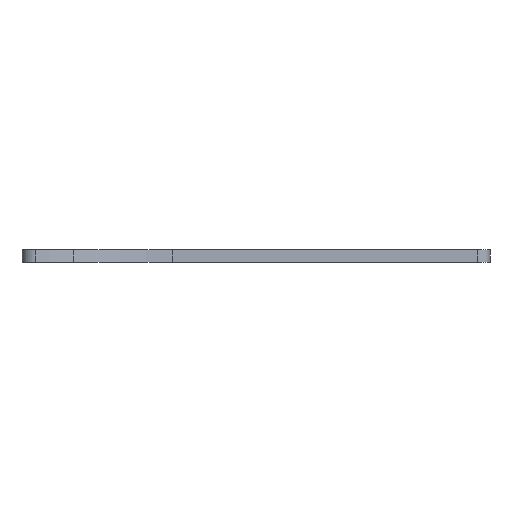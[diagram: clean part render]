
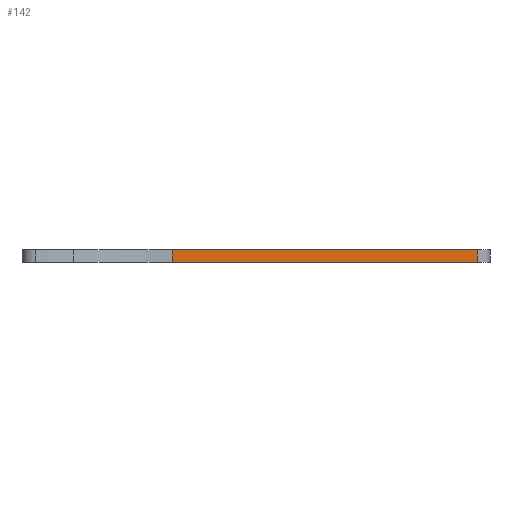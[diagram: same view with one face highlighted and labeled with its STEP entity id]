
A CAD part, front view. The second image highlights one B-rep face of the part: STEP entity #142.
In plain terms, the highlighted planar face has unit normal (0.018, -1, 0).
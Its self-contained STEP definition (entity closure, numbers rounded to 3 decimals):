
#142 = ADVANCED_FACE( '', ( #290 ), #291, .F. );
#290 = FACE_OUTER_BOUND( '', #438, .T. );
#291 = PLANE( '', #439 );
#438 = EDGE_LOOP( '', ( #835, #836, #837, #838 ) );
#439 = AXIS2_PLACEMENT_3D( '', #839, #840, #841 );
#835 = ORIENTED_EDGE( '', *, *, #946, .T. );
#836 = ORIENTED_EDGE( '', *, *, #917, .T. );
#837 = ORIENTED_EDGE( '', *, *, #1008, .F. );
#838 = ORIENTED_EDGE( '', *, *, #1032, .T. );
#839 = CARTESIAN_POINT( '', ( 180., -10., 5. ) );
#840 = DIRECTION( '', ( -0.017, 1., 0. ) );
#841 = DIRECTION( '', ( -1., -0.017, 0. ) );
#917 = EDGE_CURVE( '', #1097, #1095, #1098, .T. );
#946 = EDGE_CURVE( '', #1149, #1097, #1150, .T. );
#1008 = EDGE_CURVE( '', #1263, #1095, #1265, .T. );
#1032 = EDGE_CURVE( '', #1263, #1149, #1297, .T. );
#1095 = VERTEX_POINT( '', #1361 );
#1097 = VERTEX_POINT( '', #1363 );
#1098 = LINE( '', #1364, #1365 );
#1149 = VERTEX_POINT( '', #1430 );
#1150 = LINE( '', #1431, #1432 );
#1263 = VERTEX_POINT( '', #1558 );
#1265 = LINE( '', #1560, #1561 );
#1297 = LINE( '', #1605, #1606 );
#1361 = CARTESIAN_POINT( '', ( 175.087, -10.086, 5. ) );
#1363 = CARTESIAN_POINT( '', ( 175.087, -10.086, 0. ) );
#1364 = CARTESIAN_POINT( '', ( 175.087, -10.086, -187.53 ) );
#1365 = VECTOR( '', #1694, 1000. );
#1430 = CARTESIAN_POINT( '', ( 55.788, -12.168, 0. ) );
#1431 = CARTESIAN_POINT( '', ( 180., -10., 0. ) );
#1432 = VECTOR( '', #1739, 1000. );
#1558 = CARTESIAN_POINT( '', ( 55.788, -12.168, 5. ) );
#1560 = CARTESIAN_POINT( '', ( 180., -10., 5. ) );
#1561 = VECTOR( '', #1891, 1000. );
#1605 = CARTESIAN_POINT( '', ( 55.788, -12.168, 5. ) );
#1606 = VECTOR( '', #1919, 1000. );
#1694 = DIRECTION( '', ( 0., 0., 1. ) );
#1739 = DIRECTION( '', ( 1., 0.017, 0. ) );
#1891 = DIRECTION( '', ( 1., 0.017, 0. ) );
#1919 = DIRECTION( '', ( 0., 0., -1. ) );
